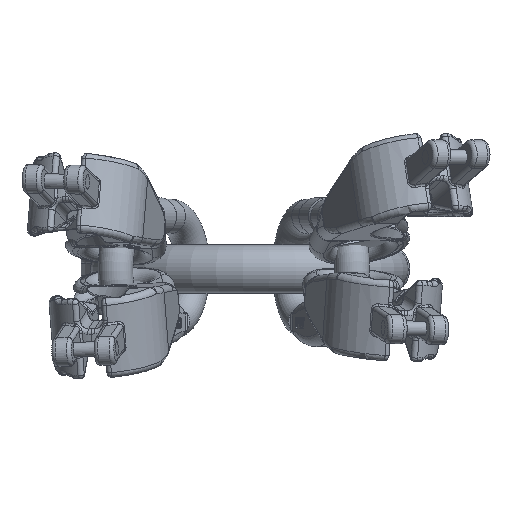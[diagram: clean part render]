
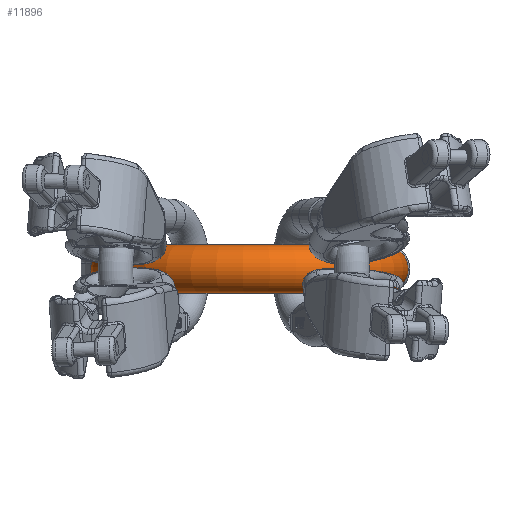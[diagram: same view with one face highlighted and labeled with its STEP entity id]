
A CAD part, front view. The second image highlights one B-rep face of the part: STEP entity #11896.
In plain terms, the highlighted toroidal (fillet/blend) face has major radius 64 mm and minor radius 11.5 mm.
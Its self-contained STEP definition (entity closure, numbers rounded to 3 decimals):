
#620=TOROIDAL_SURFACE('',#38505,64.,11.5);
#11896=ADVANCED_FACE('',(#14146,#14147),#620,.T.);
#14146=FACE_BOUND('',#14833,.T.);
#14147=FACE_BOUND('',#14834,.T.);
#14833=EDGE_LOOP('',(#19139));
#14834=EDGE_LOOP('',(#19140));
#19139=ORIENTED_EDGE('',*,*,#32463,.T.);
#19140=ORIENTED_EDGE('',*,*,#32493,.F.);
#28581=VERTEX_POINT('',#56408);
#28603=VERTEX_POINT('',#56626);
#32463=EDGE_CURVE('',#28581,#28581,#37007,.T.);
#32493=EDGE_CURVE('',#28603,#28603,#37009,.T.);
#37007=CIRCLE('',#38486,11.5);
#37009=CIRCLE('',#38498,11.5);
#38486=AXIS2_PLACEMENT_3D('',#56407,#42485,#42486);
#38498=AXIS2_PLACEMENT_3D('',#56625,#42509,#42510);
#38505=AXIS2_PLACEMENT_3D('',#56636,#42523,#42524);
#42485=DIRECTION('',(0.,-1.,0.));
#42486=DIRECTION('',(1.,0.,0.));
#42509=DIRECTION('',(0.,1.,0.));
#42510=DIRECTION('',(-1.,0.,0.));
#42523=DIRECTION('',(0.,0.,1.));
#42524=DIRECTION('',(1.,0.,0.));
#56407=CARTESIAN_POINT('',(-64.,-29.5,0.));
#56408=CARTESIAN_POINT('',(-52.5,-29.5,0.));
#56625=CARTESIAN_POINT('',(64.,-29.5,0.));
#56626=CARTESIAN_POINT('',(52.5,-29.5,0.));
#56636=CARTESIAN_POINT('',(0.,-29.5,0.));
